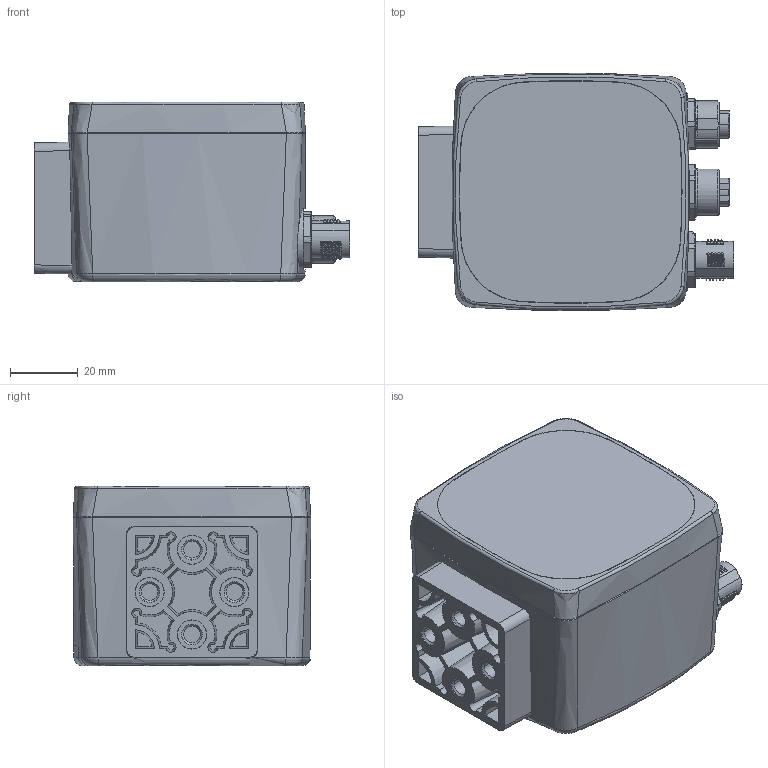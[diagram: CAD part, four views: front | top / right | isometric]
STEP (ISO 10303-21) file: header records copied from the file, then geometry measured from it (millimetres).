
FILE_DESCRIPTION((''),'2;1');
FILE_NAME('DM_CAD-1987_BIS510P_ASM','2014-07-30T',('creinig-se'),(''),'PRO/ENGINEER BY PARAMETRIC TECHNOLOGY CORPORATION, 2013050','PRO/ENGINEER BY PARAMETRIC TECHNOLOGY CORPORATION, 2013050','');
FILE_SCHEMA(('CONFIG_CONTROL_DESIGN'));
Products named in the file (13): DM_CAD-1987_GEHAEUSE_BIS; DM_CAD-1987_LICHTLEITER; DM_CAD-1987_GEWINDEEINS_M6X9; DM_CAD-1987_ST-EINSATZ_8POL; DM_CAD-1987_1551493; DM_CAD-1987_1551451; DM_CAD-1987_1552243_STECKER; DM_CAD-1987_PCV_ASM; DM_CAD-1987_TASTENFOLIE; DM_CAD-1987_FRONT; DM_CAD-1987_OPC_ASM; DM_CAD-1987_COVE; DM_CAD-1987_BIS510P_ASM
Assembly tree (17 placements, depth 4):
  DM_CAD-1987_BIS510P_ASM
    DM_CAD-1987_OPC_ASM
      DM_CAD-1987_PCV_ASM
        DM_CAD-1987_GEHAEUSE_BIS
        DM_CAD-1987_LICHTLEITER
        DM_CAD-1987_GEWINDEEINS_M6X9  x4
        DM_CAD-1987_ST-EINSATZ_8POL
        DM_CAD-1987_1551493  x2
        DM_CAD-1987_1551451  x2
        DM_CAD-1987_1552243_STECKER
      DM_CAD-1987_TASTENFOLIE
      DM_CAD-1987_FRONT
    DM_CAD-1987_COVE
Bounding box: 93.1 x 69.98 x 53 mm (x, y, z)
Volume: 258208.9 mm3; surface area: 64738.4 mm2
Topology: 15 solids, 25 shells, 2669 faces, 6871 edges, 4397 vertices
Faces by surface type: plane 1291, cylinder 556, bspline 309, cone 296, torus 189, extrusion 24, sphere 4
Entity records: 84712 total; most frequent: CARTESIAN_POINT 27191, ORIENTED_EDGE 10114, DIRECTION 9201, EDGE_CURVE 5057, AXIS2_PLACEMENT_3D 3375, VERTEX_POINT 3253, VECTOR 2451, LINE 2427
